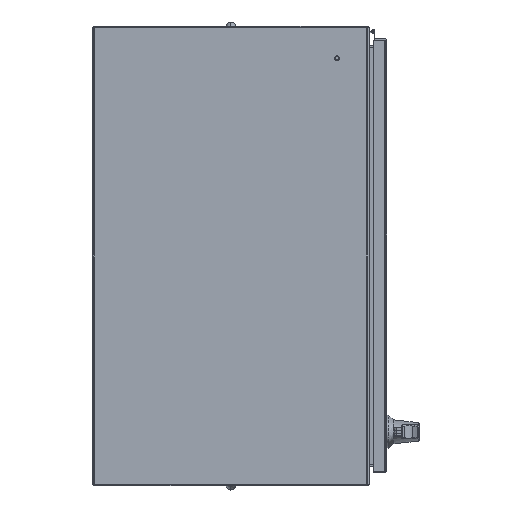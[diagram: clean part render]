
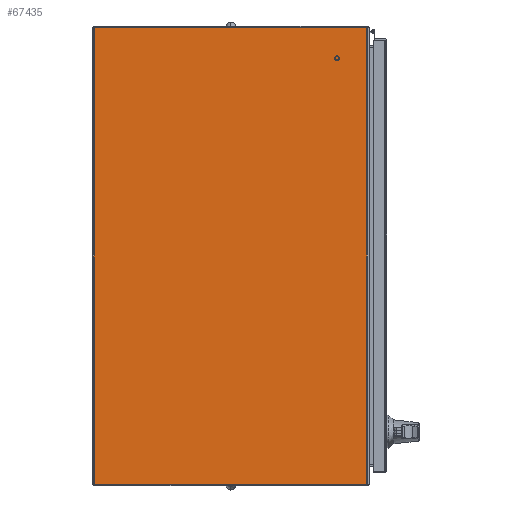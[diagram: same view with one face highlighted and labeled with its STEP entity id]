
A CAD part, front view. The second image highlights one B-rep face of the part: STEP entity #67435.
In plain terms, the highlighted face is planar.
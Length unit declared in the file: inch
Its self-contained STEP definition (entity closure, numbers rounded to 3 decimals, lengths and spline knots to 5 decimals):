
#294 = CARTESIAN_POINT ( 'NONE',  ( -14.935, 9., 0. ) ) ;
#11011 = VERTEX_POINT ( 'NONE', #74338 ) ;
#15804 = LINE ( 'NONE', #69572, #77533 ) ;
#15842 = VECTOR ( 'NONE', #33691, 39.37008 ) ;
#16204 = CARTESIAN_POINT ( 'NONE',  ( -14.935, 9., 0. ) ) ;
#16630 = VERTEX_POINT ( 'NONE', #16204 ) ;
#24278 = CARTESIAN_POINT ( 'NONE',  ( 14.935, -8.857, 0. ) ) ;
#30124 = DIRECTION ( 'NONE',  ( 1., 0., 0. ) ) ;
#33691 = DIRECTION ( 'NONE',  ( -1., 0., 0. ) ) ;
#35876 = ORIENTED_EDGE ( 'NONE', *, *, #71147, .F. ) ;
#38141 = CARTESIAN_POINT ( 'NONE',  ( -14.935, -8.857, 0. ) ) ;
#39778 = AXIS2_PLACEMENT_3D ( 'NONE', #71713, #88309, #64006 ) ;
#40248 = EDGE_CURVE ( 'NONE', #67449, #11011, #74105, .T. ) ;
#44390 = ORIENTED_EDGE ( 'NONE', *, *, #86306, .F. ) ;
#48239 = FACE_OUTER_BOUND ( 'NONE', #50800, .T. ) ;
#49397 = DIRECTION ( 'NONE',  ( 0., 1., 0. ) ) ;
#50436 = CARTESIAN_POINT ( 'NONE',  ( 14.935, -9., 0. ) ) ;
#50800 = EDGE_LOOP ( 'NONE', ( #44390, #35876, #61180, #78040 ) ) ;
#52703 = VERTEX_POINT ( 'NONE', #38141 ) ;
#52708 = VECTOR ( 'NONE', #49397, 39.37008 ) ;
#57620 = LINE ( 'NONE', #81027, #97925 ) ;
#61180 = ORIENTED_EDGE ( 'NONE', *, *, #71657, .F. ) ;
#64006 = DIRECTION ( 'NONE',  ( 1., 0., 0. ) ) ;
#65117 = DIRECTION ( 'NONE',  ( 0., -1., 0. ) ) ;
#67435 = ADVANCED_FACE ( 'NONE', ( #48239 ), #79544, .F. ) ;
#67449 = VERTEX_POINT ( 'NONE', #24278 ) ;
#69572 = CARTESIAN_POINT ( 'NONE',  ( -14.935, -8.857, 0. ) ) ;
#71147 = EDGE_CURVE ( 'NONE', #16630, #52703, #57620, .T. ) ;
#71657 = EDGE_CURVE ( 'NONE', #11011, #16630, #80098, .T. ) ;
#71713 = CARTESIAN_POINT ( 'NONE',  ( -14.935, -9., 0. ) ) ;
#74105 = LINE ( 'NONE', #50436, #52708 ) ;
#74338 = CARTESIAN_POINT ( 'NONE',  ( 14.935, 9., 0. ) ) ;
#77533 = VECTOR ( 'NONE', #30124, 39.37008 ) ;
#78040 = ORIENTED_EDGE ( 'NONE', *, *, #40248, .F. ) ;
#79544 = PLANE ( 'NONE',  #39778 ) ;
#80098 = LINE ( 'NONE', #294, #15842 ) ;
#81027 = CARTESIAN_POINT ( 'NONE',  ( -14.935, -9., 0. ) ) ;
#86306 = EDGE_CURVE ( 'NONE', #52703, #67449, #15804, .T. ) ;
#88309 = DIRECTION ( 'NONE',  ( 0., 0., 1. ) ) ;
#97925 = VECTOR ( 'NONE', #65117, 39.37008 ) ;
